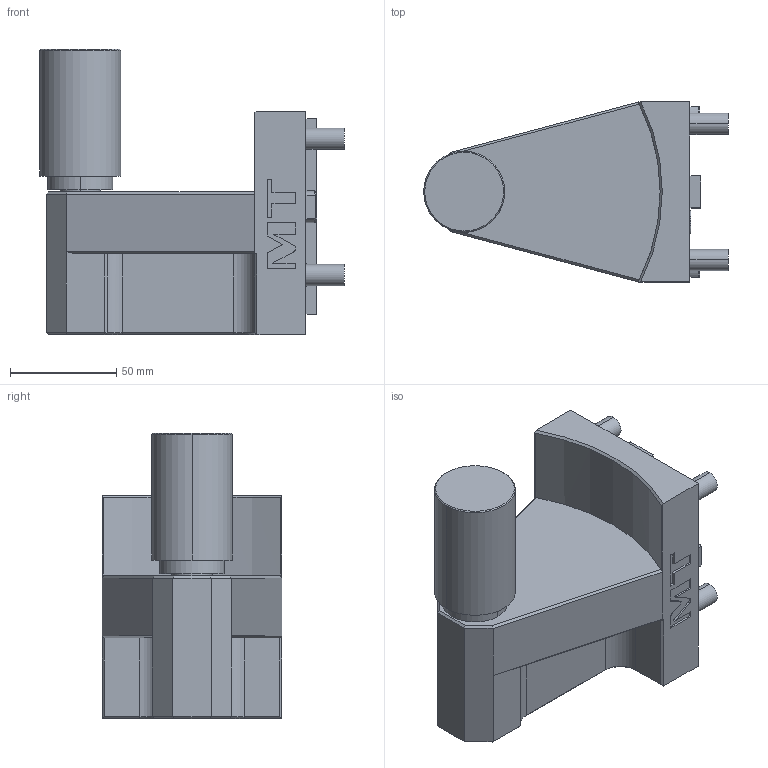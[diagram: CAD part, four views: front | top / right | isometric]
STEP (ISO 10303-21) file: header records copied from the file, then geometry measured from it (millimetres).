
FILE_DESCRIPTION((''),'2;1');
FILE_NAME('0820100_CONF','2023-04-14T08:41:30',('gvalli'),('M.T. srl'),'CREO PARAMETRIC BY PTC INC, 2021072','CREO PARAMETRIC BY PTC INC, 2021072','');
FILE_SCHEMA(('CONFIG_CONTROL_DESIGN'));
Length unit declared in the file: millimetre
Products named in the file (1): 0820100_CONF
Bounding box: 143 x 84.5 x 134 mm (x, y, z)
Volume: 555864.6 mm3; surface area: 62551.3 mm2
Topology: 1 solids, 1 shells, 150 faces, 371 edges, 238 vertices
Faces by surface type: plane 110, cylinder 23, cone 11, extrusion 4, torus 2
Entity records: 4490 total; most frequent: CARTESIAN_POINT 893, ORIENTED_EDGE 742, DIRECTION 700, EDGE_CURVE 371, VECTOR 290, LINE 286, VERTEX_POINT 238, AXIS2_PLACEMENT_3D 205
